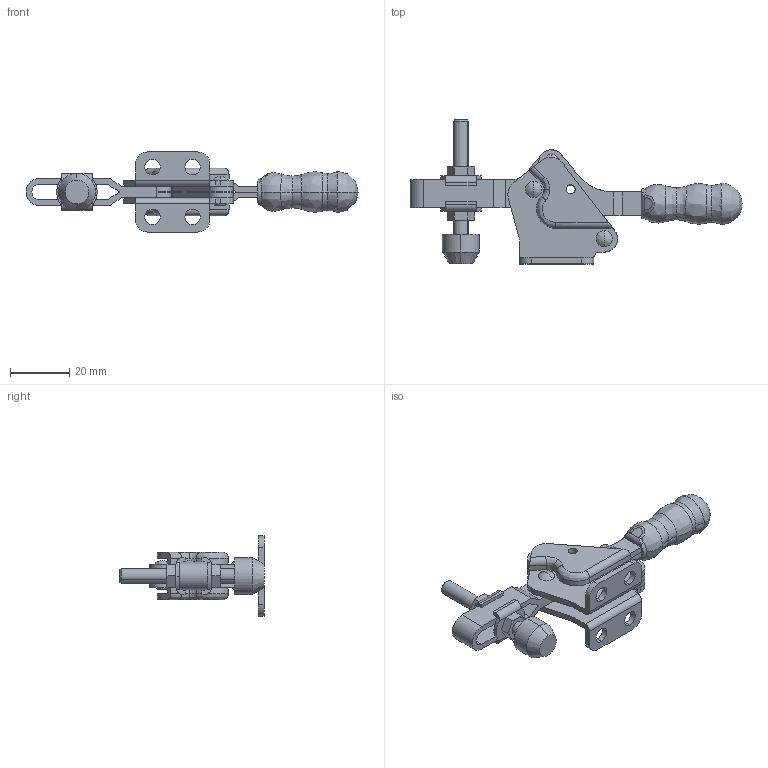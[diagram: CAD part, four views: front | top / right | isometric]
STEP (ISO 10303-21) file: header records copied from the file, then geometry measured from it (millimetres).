
FILE_DESCRIPTION (( 'STEP AP214' ), '1' );
FILE_NAME ('GH-20752-BB.STEP', '2020-10-21T03:25:43', ( 'LinWei' ), ( '' ), 'SwSTEP 2.0', 'SolidWorks 2016', '' );
FILE_SCHEMA (( 'AUTOMOTIVE_DESIGN' ));
Length unit declared in the file: millimetre
Products named in the file (14): 820752B82; Hexagon Nut_3_JIS_JIS B 1181 Hexagon nut - Class 3 Finished M5 --N; fw100; Revit-3.0-4_D3-L8; 鏡射120752B05; 鏡射120752B01; 鏡射120752B13; 120752B05; 120752B01; 120752B08; 120752B13; GH-20752-BB; NC05; GH-SA-054008
Assembly tree (18 placements, depth 2):
  GH-20752-BB
    120752B13
    120752B08
    120752B01
    120752B05
    鏡射120752B13
    鏡射120752B01
    鏡射120752B05
    Revit-3.0-4_D3-L8  x4
    fw100  x2
    Hexagon Nut_3_JIS_JIS B 1181 Hexagon nut - Class 3 Finished M5 --N  x2
    820752B82
    GH-SA-054008
    NC05
Bounding box: 112 x 48.58 x 27 mm (x, y, z)
Volume: 13579.5 mm3; surface area: 18218.1 mm2
Topology: 17 solids, 18 shells, 431 faces, 1098 edges, 691 vertices
Faces by surface type: cylinder 171, plane 152, bspline 56, cone 52
Entity records: 12753 total; most frequent: CARTESIAN_POINT 3918, ORIENTED_EDGE 1730, DIRECTION 1723, EDGE_CURVE 879, AXIS2_PLACEMENT_3D 656, VERTEX_POINT 565, VECTOR 411, LINE 411
